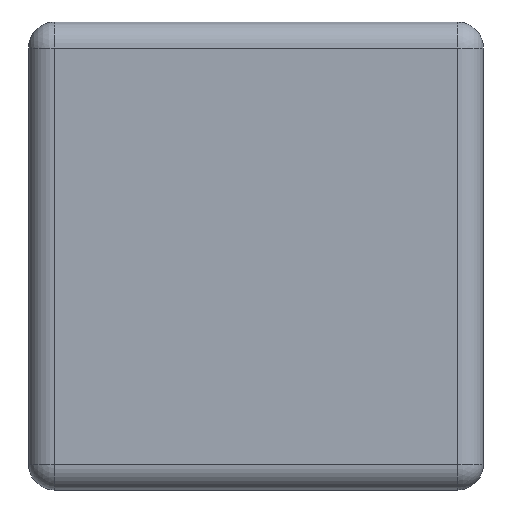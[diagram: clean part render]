
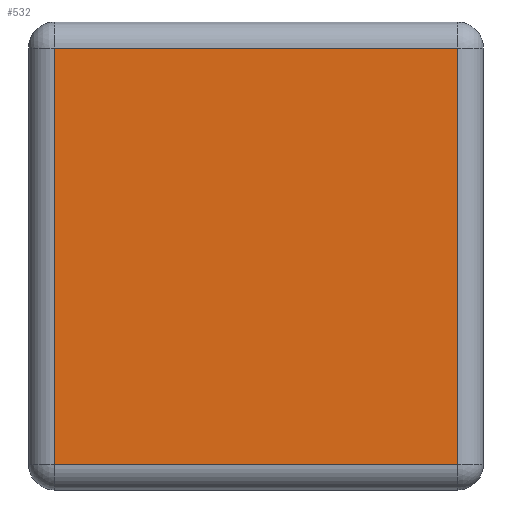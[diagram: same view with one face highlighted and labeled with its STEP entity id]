
A CAD part, left-side view. The second image highlights one B-rep face of the part: STEP entity #532.
In plain terms, the highlighted planar face has unit normal (-1, 0, 0).
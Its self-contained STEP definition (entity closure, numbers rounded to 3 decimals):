
#532=ADVANCED_FACE('NONE',(#1061),#1062,.F.);
#1061=FACE_OUTER_BOUND('',#1624,.T.);
#1062=PLANE('',#1625);
#1624=EDGE_LOOP('',(#2916,#2917,#2918,#2919));
#1625=AXIS2_PLACEMENT_3D('',#2920,#2921,#2922);
#2916=ORIENTED_EDGE('',*,*,#3715,.T.);
#2917=ORIENTED_EDGE('',*,*,#3716,.T.);
#2918=ORIENTED_EDGE('',*,*,#3717,.T.);
#2919=ORIENTED_EDGE('',*,*,#3718,.T.);
#2920=CARTESIAN_POINT('',(-99.108,10.644,42.481));
#2921=DIRECTION('',(1.0,0.,0.));
#2922=DIRECTION('',(0.,0.,-1.0));
#3715=EDGE_CURVE('NONE',#4501,#4502,#4503,.T.);
#3716=EDGE_CURVE('NONE',#4502,#4504,#4505,.T.);
#3717=EDGE_CURVE('NONE',#4504,#4506,#4507,.T.);
#3718=EDGE_CURVE('NONE',#4506,#4501,#4508,.T.);
#4501=VERTEX_POINT('NONE',#5578);
#4502=VERTEX_POINT('NONE',#5579);
#4503=LINE('',#5580,#5581);
#4504=VERTEX_POINT('NONE',#5582);
#4505=LINE('',#5583,#5584);
#4506=VERTEX_POINT('NONE',#5585);
#4507=LINE('',#5586,#5587);
#4508=LINE('',#5588,#5589);
#5578=CARTESIAN_POINT('',(-99.108,10.744,42.581));
#5579=CARTESIAN_POINT('',(-99.108,10.744,44.181));
#5580=CARTESIAN_POINT('',(-99.108,10.744,42.481));
#5581=VECTOR('',#6256,1000.0);
#5582=CARTESIAN_POINT('',(-99.108,12.294,44.181));
#5583=CARTESIAN_POINT('',(-99.108,10.644,44.181));
#5584=VECTOR('',#6257,1000.0);
#5585=CARTESIAN_POINT('',(-99.108,12.294,42.581));
#5586=CARTESIAN_POINT('',(-99.108,12.294,42.481));
#5587=VECTOR('',#6258,1000.0);
#5588=CARTESIAN_POINT('',(-99.108,10.644,42.581));
#5589=VECTOR('',#6259,1000.0);
#6256=DIRECTION('',(0.,0.,1.0));
#6257=DIRECTION('',(0.,1.0,0.));
#6258=DIRECTION('',(0.,0.,-1.0));
#6259=DIRECTION('',(0.,-1.0,0.));
